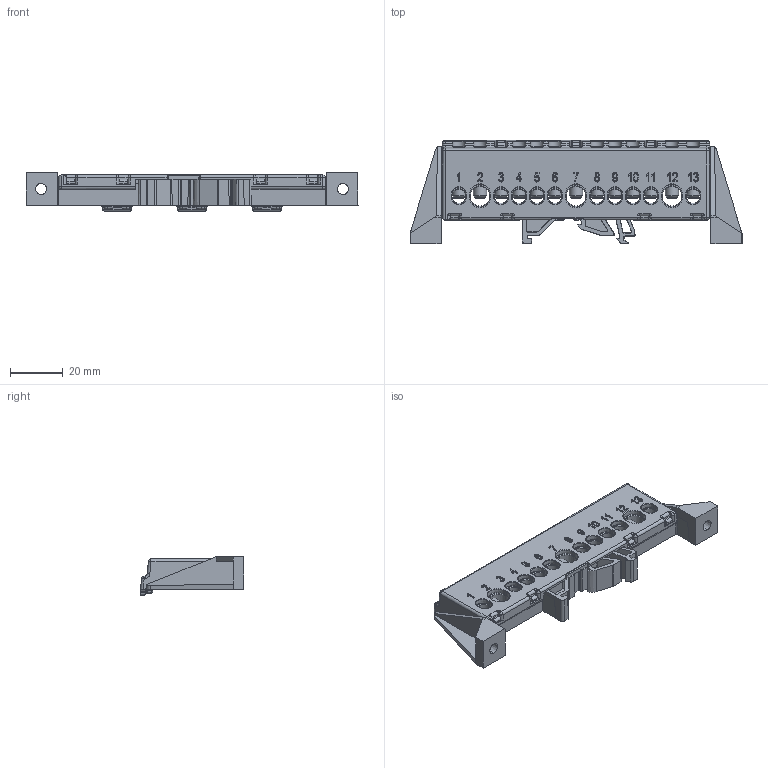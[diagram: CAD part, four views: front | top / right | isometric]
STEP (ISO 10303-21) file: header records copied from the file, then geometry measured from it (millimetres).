
FILE_DESCRIPTION (( 'STEP AP214' ), '1' );
FILE_NAME ('KSN-2-8x12-13.STEP', '2023-11-03T08:07:02', ( '' ), ( '' ), 'SwSTEP 2.0', 'SolidWorks 2022', '' );
FILE_SCHEMA (( 'AUTOMOTIVE_DESIGN' ));
Length unit declared in the file: millimetre
Products named in the file (6): BHBT-3-8x12.13.00; BHBT-3-8x12.13.01; Винт М5х10_20140212; Holder8x12-13-уклоны_уклоны; KSN-2-8x12-13; Cover 13
Assembly tree (17 placements, depth 3):
  KSN-2-8x12-13
    Holder8x12-13-уклоны_уклоны
    Cover 13
    BHBT-3-8x12.13.00
      BHBT-3-8x12.13.01
      Винт М5х10_20140212  x13
Bounding box: 125.89 x 39.38 x 14.7 mm (x, y, z)
Volume: 25009.1 mm3; surface area: 29294.7 mm2
Topology: 16 solids, 16 shells, 1942 faces, 5319 edges, 3395 vertices
Faces by surface type: plane 896, cylinder 451, cone 252, torus 190, bspline 139, sphere 14
Entity records: 50594 total; most frequent: CARTESIAN_POINT 17778, ORIENTED_EDGE 7394, DIRECTION 5926, EDGE_CURVE 3697, VERTEX_POINT 2373, VECTOR 2170, LINE 2170, AXIS2_PLACEMENT_3D 1878
